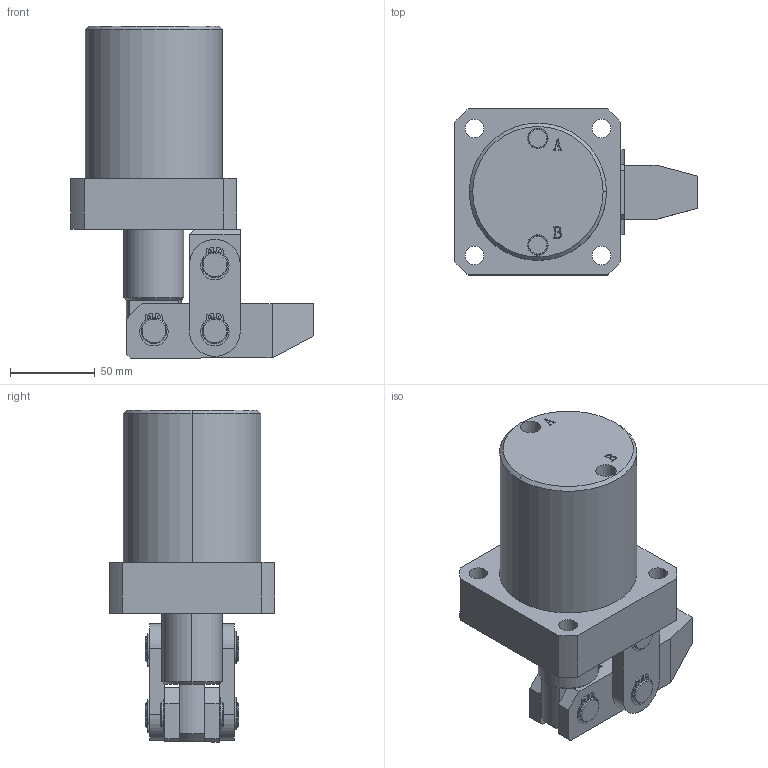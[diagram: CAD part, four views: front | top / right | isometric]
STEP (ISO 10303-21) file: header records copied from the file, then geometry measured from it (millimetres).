
FILE_DESCRIPTION (( 'STEP AP203' ), '1' );
FILE_NAME ('HLC-FA63.STEP', '2019-10-10T08:52:28', ( '微软用户' ), ( '微软中国' ), 'SwSTEP 2.0', 'SolidWorks 2012', '' );
FILE_SCHEMA (( 'CONFIG_CONTROL_DESIGN' ));
Length unit declared in the file: millimetre
Products named in the file (9): HLC-FA63; HLC-63盓傅; circlips for shaft--type a large gb_GB_CONNECTING_PIECE_RING_RRA 15; HLC-63-03酗种粣; HLC-63-04蟀裝; HLC-63-02傻种粣; HLC-63揤旋; HLC-63活塞杆; HLC-FA63掛极,
Assembly tree (15 placements, depth 2):
  HLC-FA63
    HLC-FA63掛极,
    HLC-63活塞杆
    HLC-63揤旋
    HLC-63-02傻种粣
    HLC-63-04蟀裝  x2
    HLC-63-03酗种粣  x2
    circlips for shaft--type a large gb_GB_CONNECTING_PIECE_RING_RRA 15  x6
    HLC-63盓傅
Bounding box: 143 x 98 x 196 mm (x, y, z)
Volume: 815568.5 mm3; surface area: 143721 mm2
Topology: 15 solids, 15 shells, 406 faces, 987 edges, 640 vertices
Faces by surface type: cylinder 187, plane 152, cone 47, bspline 16, torus 4
Entity records: 9391 total; most frequent: CARTESIAN_POINT 2155, DIRECTION 1316, ORIENTED_EDGE 1212, EDGE_CURVE 606, AXIS2_PLACEMENT_3D 487, VERTEX_POINT 390, LINE 342, VECTOR 342
